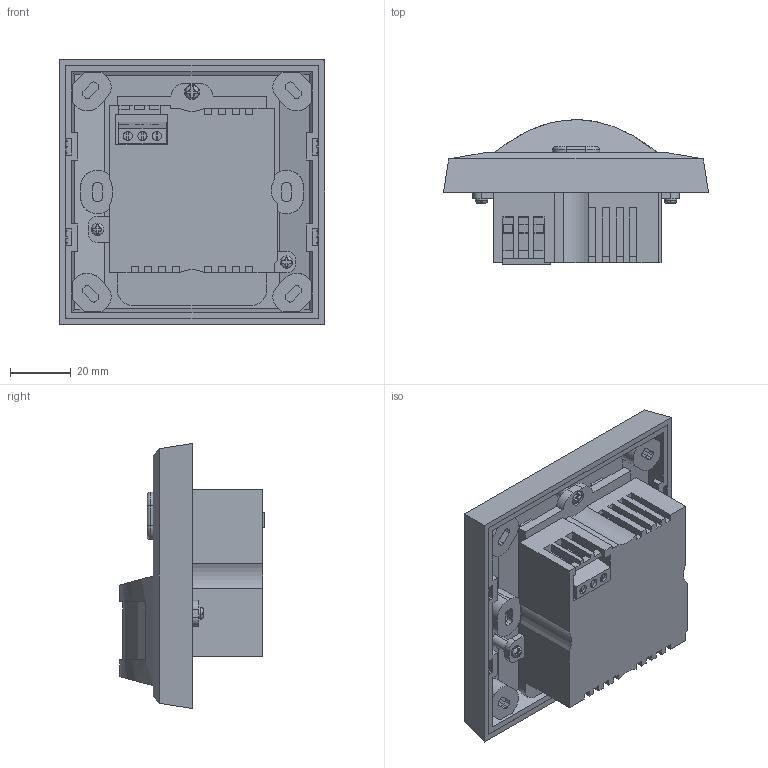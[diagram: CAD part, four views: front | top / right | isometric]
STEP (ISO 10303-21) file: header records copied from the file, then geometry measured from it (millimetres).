
FILE_DESCRIPTION (( 'STEP AP214' ), '1' );
FILE_NAME ('LDD12-029-600-001 Äàò÷èê äâèæåíèÿ ÄÄ 029 áåëûé, ìàêñ. íàãðóçêà 600Âò, óãîë îáçîðà 120ãðàä., äàëüíîñòü 9ì, IP20, ÈÝÊ.STEP', '2017-09-07T07:56:56', ( '' ), ( '' ), 'SwSTEP 2.0', 'SolidWorks 2014', '' );
FILE_SCHEMA (( 'AUTOMOTIVE_DESIGN' ));
Length unit declared in the file: millimetre
Products named in the file (1): LDD12-029-600-001 Äàò÷èê äâèæåíèÿ ÄÄ 029 áåëûé, ìàêñ. íàãðóçêà 600Âò, óãîë îáçîðà 120ãðàä., äàëüíîñòü 9ì, IP20, ÈÝÊ
Bounding box: 87 x 47.48 x 87 mm (x, y, z)
Volume: 114690.5 mm3; surface area: 57768.8 mm2
Topology: 2 solids, 2 shells, 612 faces, 1748 edges, 1138 vertices
Faces by surface type: plane 460, cylinder 136, torus 10, bspline 6
Entity records: 19991 total; most frequent: CARTESIAN_POINT 4065, ORIENTED_EDGE 3496, DIRECTION 3066, EDGE_CURVE 1748, VECTOR 1368, LINE 1368, VERTEX_POINT 1138, AXIS2_PLACEMENT_3D 849
